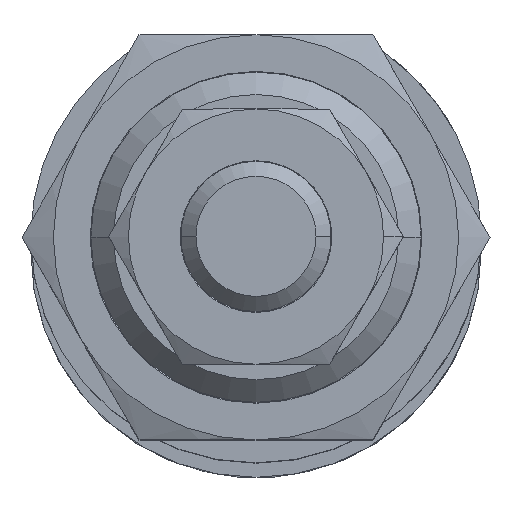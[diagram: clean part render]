
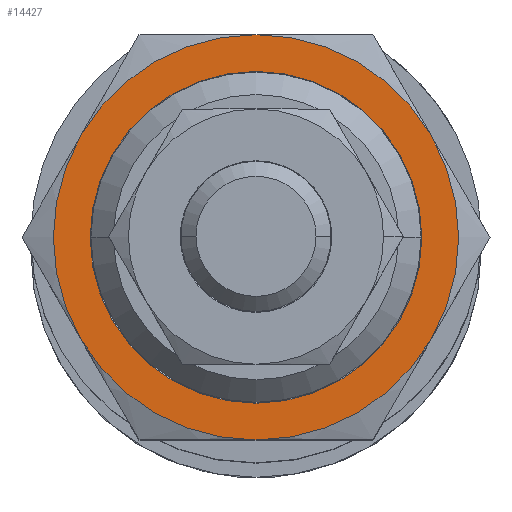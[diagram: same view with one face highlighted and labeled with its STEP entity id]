
A CAD part, top view. The second image highlights one B-rep face of the part: STEP entity #14427.
In plain terms, the highlighted planar face has unit normal (0, 0, 1).
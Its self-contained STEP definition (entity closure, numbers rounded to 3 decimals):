
#176 = CARTESIAN_POINT ( 'NONE',  ( 0., -13.5, 582. ) ) ;
#587 = CARTESIAN_POINT ( 'NONE',  ( 0., 0., 582. ) ) ;
#643 = PLANE ( 'NONE',  #15593 ) ;
#707 = DIRECTION ( 'NONE',  ( 0., 0., 1. ) ) ;
#1027 = ORIENTED_EDGE ( 'NONE', *, *, #7240, .T. ) ;
#1066 = AXIS2_PLACEMENT_3D ( 'NONE', #11888, #21709, #12244 ) ;
#1249 = EDGE_LOOP ( 'NONE', ( #21365, #14374, #23325, #21886, #24436, #1027 ) ) ;
#1713 = CIRCLE ( 'NONE', #3686, 13.5 ) ;
#1855 = DIRECTION ( 'NONE',  ( 0., 0., 1. ) ) ;
#2752 = CIRCLE ( 'NONE', #21850, 13.5 ) ;
#2953 = CIRCLE ( 'NONE', #14110, 11.05 ) ;
#3243 = DIRECTION ( 'NONE',  ( 0.866, 0.5, 0. ) ) ;
#3686 = AXIS2_PLACEMENT_3D ( 'NONE', #22432, #12958, #20566 ) ;
#3862 = FACE_BOUND ( 'NONE', #19121, .T. ) ;
#4324 = VERTEX_POINT ( 'NONE', #23918 ) ;
#4420 = ORIENTED_EDGE ( 'NONE', *, *, #18696, .F. ) ;
#4731 = CIRCLE ( 'NONE', #23833, 13.5 ) ;
#4895 = EDGE_CURVE ( 'NONE', #22458, #4324, #4731, .T. ) ;
#4924 = EDGE_CURVE ( 'NONE', #23930, #22458, #2752, .T. ) ;
#5092 = DIRECTION ( 'NONE',  ( 0., 0., 1. ) ) ;
#5858 = CARTESIAN_POINT ( 'NONE',  ( 0., 0., 582. ) ) ;
#6452 = ORIENTED_EDGE ( 'NONE', *, *, #11072, .F. ) ;
#6526 = VERTEX_POINT ( 'NONE', #176 ) ;
#6957 = DIRECTION ( 'NONE',  ( 0.866, 0.5, 0. ) ) ;
#7240 = EDGE_CURVE ( 'NONE', #6526, #23930, #1713, .T. ) ;
#7602 = CIRCLE ( 'NONE', #10412, 13.5 ) ;
#7934 = DIRECTION ( 'NONE',  ( 0.866, 0.5, 0. ) ) ;
#8181 = DIRECTION ( 'NONE',  ( 0.866, 0.5, 0. ) ) ;
#9233 = VERTEX_POINT ( 'NONE', #14959 ) ;
#9581 = CARTESIAN_POINT ( 'NONE',  ( 0., 0., 582. ) ) ;
#9986 = CIRCLE ( 'NONE', #15154, 13.5 ) ;
#9990 = FACE_OUTER_BOUND ( 'NONE', #1249, .T. ) ;
#10412 = AXIS2_PLACEMENT_3D ( 'NONE', #9581, #1855, #19051 ) ;
#10923 = DIRECTION ( 'NONE',  ( 0.866, 0.5, 0. ) ) ;
#11072 = EDGE_CURVE ( 'NONE', #17118, #12249, #23446, .T. ) ;
#11200 = CARTESIAN_POINT ( 'NONE',  ( 0., 0., 582. ) ) ;
#11505 = CARTESIAN_POINT ( 'NONE',  ( 11.691, 6.75, 582. ) ) ;
#11744 = DIRECTION ( 'NONE',  ( 0.866, 0.5, 0. ) ) ;
#11888 = CARTESIAN_POINT ( 'NONE',  ( 0., 0., 582. ) ) ;
#12244 = DIRECTION ( 'NONE',  ( 0.866, 0.5, 0. ) ) ;
#12249 = VERTEX_POINT ( 'NONE', #13850 ) ;
#12958 = DIRECTION ( 'NONE',  ( 0., 0., 1. ) ) ;
#13602 = EDGE_CURVE ( 'NONE', #16456, #9233, #9986, .T. ) ;
#13816 = CIRCLE ( 'NONE', #1066, 13.5 ) ;
#13850 = CARTESIAN_POINT ( 'NONE',  ( 9.57, 5.525, 582. ) ) ;
#14110 = AXIS2_PLACEMENT_3D ( 'NONE', #22661, #20792, #3243 ) ;
#14374 = ORIENTED_EDGE ( 'NONE', *, *, #4895, .T. ) ;
#14427 = ADVANCED_FACE ( 'NONE', ( #3862, #9990 ), #643, .T. ) ;
#14834 = EDGE_CURVE ( 'NONE', #9233, #6526, #7602, .T. ) ;
#14959 = CARTESIAN_POINT ( 'NONE',  ( -11.691, -6.75, 582. ) ) ;
#15154 = AXIS2_PLACEMENT_3D ( 'NONE', #11200, #5092, #6957 ) ;
#15593 = AXIS2_PLACEMENT_3D ( 'NONE', #5858, #17465, #11744 ) ;
#16456 = VERTEX_POINT ( 'NONE', #24618 ) ;
#17118 = VERTEX_POINT ( 'NONE', #18470 ) ;
#17465 = DIRECTION ( 'NONE',  ( 0., 0., 1. ) ) ;
#17784 = CARTESIAN_POINT ( 'NONE',  ( 0., 0., 582. ) ) ;
#18010 = CARTESIAN_POINT ( 'NONE',  ( 11.691, -6.75, 582. ) ) ;
#18279 = DIRECTION ( 'NONE',  ( 0., 0., 1. ) ) ;
#18470 = CARTESIAN_POINT ( 'NONE',  ( -9.57, -5.525, 582. ) ) ;
#18658 = AXIS2_PLACEMENT_3D ( 'NONE', #20387, #18279, #10923 ) ;
#18696 = EDGE_CURVE ( 'NONE', #12249, #17118, #2953, .T. ) ;
#19051 = DIRECTION ( 'NONE',  ( 0.866, 0.5, 0. ) ) ;
#19121 = EDGE_LOOP ( 'NONE', ( #4420, #6452 ) ) ;
#19157 = DIRECTION ( 'NONE',  ( 0., 0., 1. ) ) ;
#20387 = CARTESIAN_POINT ( 'NONE',  ( 0., 0., 582. ) ) ;
#20566 = DIRECTION ( 'NONE',  ( 0.866, 0.5, 0. ) ) ;
#20792 = DIRECTION ( 'NONE',  ( 0., 0., 1. ) ) ;
#21365 = ORIENTED_EDGE ( 'NONE', *, *, #4924, .T. ) ;
#21376 = EDGE_CURVE ( 'NONE', #4324, #16456, #13816, .T. ) ;
#21709 = DIRECTION ( 'NONE',  ( 0., 0., 1. ) ) ;
#21850 = AXIS2_PLACEMENT_3D ( 'NONE', #587, #707, #8181 ) ;
#21886 = ORIENTED_EDGE ( 'NONE', *, *, #13602, .T. ) ;
#22432 = CARTESIAN_POINT ( 'NONE',  ( 0., 0., 582. ) ) ;
#22458 = VERTEX_POINT ( 'NONE', #11505 ) ;
#22661 = CARTESIAN_POINT ( 'NONE',  ( 0., 0., 582. ) ) ;
#23325 = ORIENTED_EDGE ( 'NONE', *, *, #21376, .T. ) ;
#23446 = CIRCLE ( 'NONE', #18658, 11.05 ) ;
#23833 = AXIS2_PLACEMENT_3D ( 'NONE', #17784, #19157, #7934 ) ;
#23918 = CARTESIAN_POINT ( 'NONE',  ( 0., 13.5, 582. ) ) ;
#23930 = VERTEX_POINT ( 'NONE', #18010 ) ;
#24436 = ORIENTED_EDGE ( 'NONE', *, *, #14834, .T. ) ;
#24618 = CARTESIAN_POINT ( 'NONE',  ( -11.691, 6.75, 582. ) ) ;
